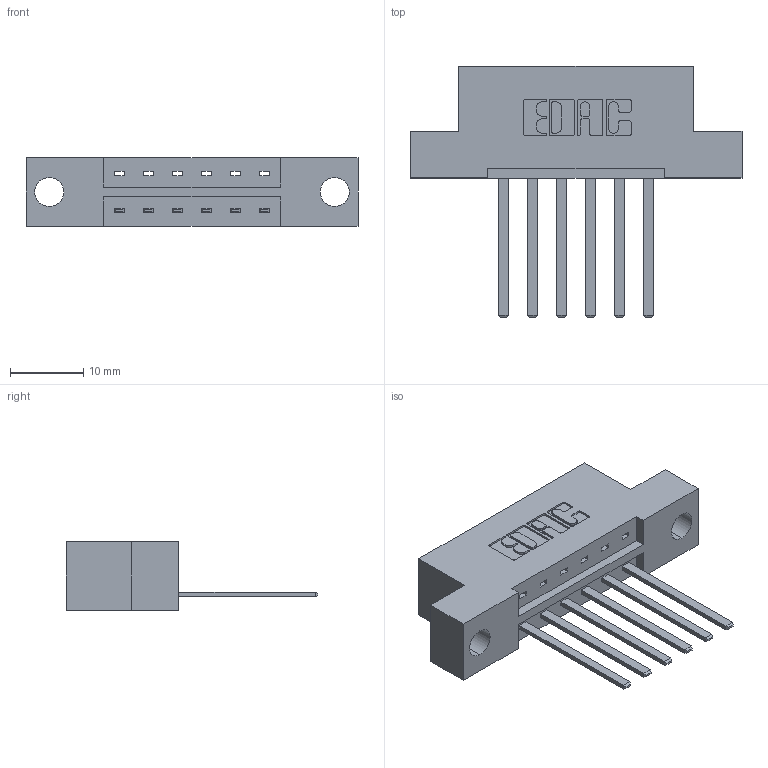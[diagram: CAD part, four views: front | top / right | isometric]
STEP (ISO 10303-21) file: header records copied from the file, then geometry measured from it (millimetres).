
FILE_DESCRIPTION (( 'STEP AP203' ), '1' );
FILE_NAME ('833-006-544-104.STEP', '2020-05-30T14:04:51', ( '' ), ( '' ), 'SwSTEP 2.0', 'SolidWorks 2020', '' );
FILE_SCHEMA (( 'CONFIG_CONTROL_DESIGN' ));
Length unit declared in the file: inch
Products named in the file (3): 833-006-544-104; 833 Part_Flush - .156 Dia - TH; 345-292-001_345-293-144
Assembly tree (7 placements, depth 2):
  833-006-544-104
    833 Part_Flush - .156 Dia - TH
    345-292-001_345-293-144  x6
Bounding box: 45.31 x 34.3 x 9.4 mm (x, y, z)
Volume: 4231.9 mm3; surface area: 4364.5 mm2
Topology: 7 solids, 7 shells, 426 faces, 1259 edges, 830 vertices
Faces by surface type: plane 298, cylinder 128
Entity records: 8143 total; most frequent: CARTESIAN_POINT 1416, ORIENTED_EDGE 1358, DIRECTION 1263, EDGE_CURVE 679, VECTOR 555, LINE 555, VERTEX_POINT 450, AXIS2_PLACEMENT_3D 354
